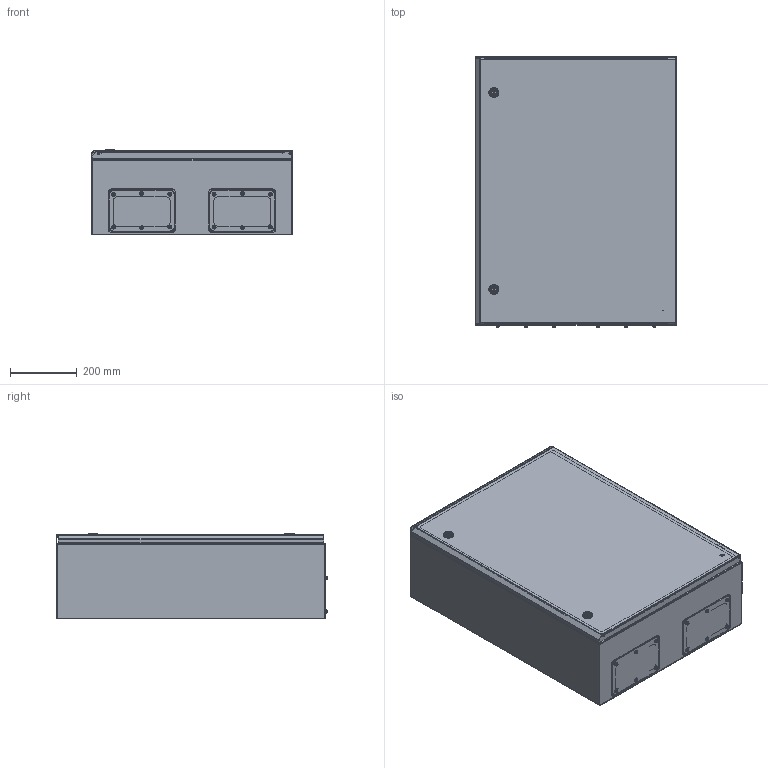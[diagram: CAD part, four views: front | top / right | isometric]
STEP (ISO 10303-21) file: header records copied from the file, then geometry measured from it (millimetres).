
FILE_DESCRIPTION (( 'STEP AP203' ), '1' );
FILE_NAME ('昈-2021.00.00.000 椗眅- 80.60.25 (棞迒-4) IP65 EKF PROxima.STEP', '2021-04-22T12:49:00', ( '' ), ( '' ), 'SwSTEP 2.0', 'SolidWorks 2021', '' );
FILE_SCHEMA (( 'CONFIG_CONTROL_DESIGN' ));
Length unit declared in the file: millimetre
Products named in the file (23): pan head cross recess screw_din_DIN EN ISO 7045 - M4 x 16 - Z - 16N; Ïåòëÿ íà äâåðü ï-îáðàçíàÿ; ÌÈ-2021.01.00.000 Êîðïóñ â ñáîðå; ÌÈ-2021.01.00.001 Ñòåíêà âåðõíÿÿ; rivet 02_din_DIN 660-5x8-St-A-2; ﾌﾈ-2000.00.00.000 ﾂ粽蓖鵫 瑙褻 ﾘﾌﾏﾃ; Çàìîê áîëüøîé; ÌÈ-2021.01.01.001 Ñòåíêà çàäíÿÿ; ÌÈ-2021.00.00.001 Ïàíåëü ìîíòàæíàÿ; ÌÈ-2021.01.00.001 Ñòåíêà âåðõíÿÿ_‘â. ­¨¦­ïï ; ÓÊ íà äâåðü 2021; 昈-2021.00.00.000 椗眅- 80.60.25 (棞迒-4) IP65 EKF PROxima; ÌÈ-2021.01.01.000 Ñòåíêà çàäíÿÿ â ñáîðå ; ﾌﾈ-2021.01.00.003 ﾊ鰀靍裲; ﾌﾈ-2000.00.00.001 ﾂ粽蓖鵫 瑙褻 ﾘﾌﾏﾃ; ÌÈ-2021.02.00.000 Äâåðü â ñáîðå; Íàâåñêà íà êîðïóñ ïîä êëåïêó; Çàêëåïêà öèëèíäðè÷åñêàÿ Ì4 ÑÒ-Á ñ âíóòðåííåé ðåçüáîé_Œ8; Øïèëüêà Ì6õ12; hex flange nut_din_Hexagon Flange Nut DIN 6923 - M6 - N; Îñü ïåòëè 4õ52_‚¨­â A.M4x0,5x40 ƒŽ‘’ 11644-75; Øïèëüêà ïðèâàðíàÿ Ì6õ20 DIN 13918; ﾌﾈ-2021.02.00.001 ﾄ粢
Assembly tree (61 placements, depth 4):
  昈-2021.00.00.000 椗眅- 80.60.25 (棞迒-4) IP65 EKF PROxima
    ÌÈ-2021.01.00.000 Êîðïóñ â ñáîðå
      ÌÈ-2021.01.01.000 Ñòåíêà çàäíÿÿ â ñáîðå 
        ÌÈ-2021.01.01.001 Ñòåíêà çàäíÿÿ
        Øïèëüêà Ì6õ12
        Øïèëüêà ïðèâàðíàÿ Ì6õ20 DIN 13918  x4
      ÌÈ-2021.01.00.001 Ñòåíêà âåðõíÿÿ
      ÌÈ-2021.01.00.001 Ñòåíêà âåðõíÿÿ_‘â. ­¨¦­ïï 
      Çàêëåïêà öèëèíäðè÷åñêàÿ Ì4 ÑÒ-Á ñ âíóòðåííåé ðåçüáîé_Œ8  x12
      ﾌﾈ-2021.01.00.003 ﾊ鰀靍裲
    ÌÈ-2021.02.00.000 Äâåðü â ñáîðå
      ﾌﾈ-2021.02.00.001 ﾄ粢
      ÓÊ íà äâåðü 2021
      Øïèëüêà Ì6õ12
      Çàìîê áîëüøîé  x2
      Ïåòëÿ íà äâåðü ï-îáðàçíàÿ  x2
    ÌÈ-2021.00.00.001 Ïàíåëü ìîíòàæíàÿ
    Íàâåñêà íà êîðïóñ ïîä êëåïêó  x2
    rivet 02_din_DIN 660-5x8-St-A-2  x4
    Îñü ïåòëè 4õ52_‚¨­â A.M4x0,5x40 ƒŽ‘’ 11644-75  x2
    ﾌﾈ-2000.00.00.000 ﾂ粽蓖鵫 瑙褻 ﾘﾌﾏﾃ  x2
      ﾌﾈ-2000.00.00.001 ﾂ粽蓖鵫 瑙褻 ﾘﾌﾏﾃ
    pan head cross recess screw_din_DIN EN ISO 7045 - M4 x 16 - Z - 16N  x12
    hex flange nut_din_Hexagon Flange Nut DIN 6923 - M6 - N  x6
Bounding box: 600 x 808.52 x 256.54 mm (x, y, z)
Volume: 3634734.4 mm3; surface area: 4804150.7 mm2
Topology: 57 solids, 67 shells, 3670 faces, 9348 edges, 5954 vertices
Faces by surface type: plane 1904, bspline 738, cylinder 500, cone 304, torus 200, sphere 24
Entity records: 37860 total; most frequent: CARTESIAN_POINT 9749, ORIENTED_EDGE 5118, DIRECTION 4964, EDGE_CURVE 2559, AXIS2_PLACEMENT_3D 1659, VECTOR 1646, LINE 1646, VERTEX_POINT 1602
